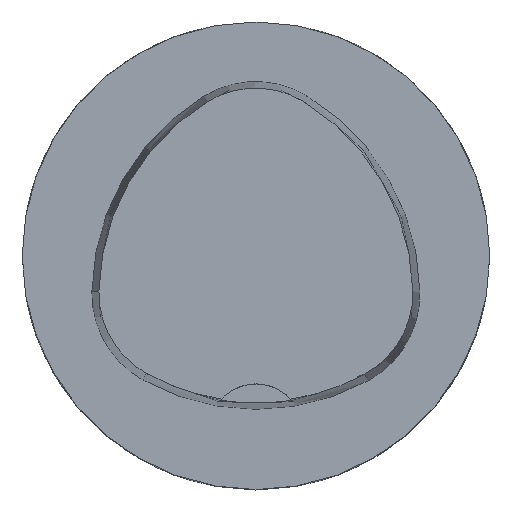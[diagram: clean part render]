
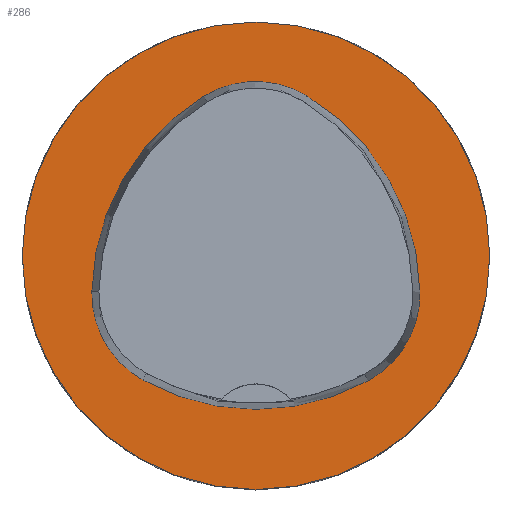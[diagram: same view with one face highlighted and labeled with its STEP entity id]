
A CAD part, top view. The second image highlights one B-rep face of the part: STEP entity #286.
In plain terms, the highlighted planar face has unit normal (0, 0, 1).
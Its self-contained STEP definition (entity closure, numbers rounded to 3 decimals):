
#237=FACE_BOUND('',#433,.T.);
#238=FACE_BOUND('',#434,.T.);
#286=ADVANCED_FACE('',(#237,#238),#323,.T.);
#323=PLANE('',#1126);
#433=EDGE_LOOP('',(#664,#665,#666,#667,#668,#669));
#434=EDGE_LOOP('',(#670));
#664=ORIENTED_EDGE('',*,*,#927,.T.);
#665=ORIENTED_EDGE('',*,*,#907,.T.);
#666=ORIENTED_EDGE('',*,*,#911,.T.);
#667=ORIENTED_EDGE('',*,*,#914,.T.);
#668=ORIENTED_EDGE('',*,*,#917,.T.);
#669=ORIENTED_EDGE('',*,*,#925,.T.);
#670=ORIENTED_EDGE('',*,*,#930,.F.);
#787=VERTEX_POINT('',#1692);
#788=VERTEX_POINT('',#1693);
#791=VERTEX_POINT('',#1701);
#793=VERTEX_POINT('',#1707);
#795=VERTEX_POINT('',#1713);
#802=VERTEX_POINT('',#1734);
#803=VERTEX_POINT('',#1744);
#907=EDGE_CURVE('',#787,#788,#971,.T.);
#911=EDGE_CURVE('',#788,#791,#973,.T.);
#914=EDGE_CURVE('',#791,#793,#975,.T.);
#917=EDGE_CURVE('',#793,#795,#977,.T.);
#925=EDGE_CURVE('',#795,#802,#981,.T.);
#927=EDGE_CURVE('',#802,#787,#983,.T.);
#930=EDGE_CURVE('',#803,#803,#986,.T.);
#971=CIRCLE('',#1103,20.);
#973=CIRCLE('',#1106,8.5);
#975=CIRCLE('',#1109,20.);
#977=CIRCLE('',#1112,8.5);
#981=CIRCLE('',#1117,20.);
#983=CIRCLE('',#1120,8.5);
#986=CIRCLE('',#1125,20.);
#1103=AXIS2_PLACEMENT_3D('',#1691,#1333,#1334);
#1106=AXIS2_PLACEMENT_3D('',#1700,#1341,#1342);
#1109=AXIS2_PLACEMENT_3D('',#1706,#1348,#1349);
#1112=AXIS2_PLACEMENT_3D('',#1712,#1355,#1356);
#1117=AXIS2_PLACEMENT_3D('',#1735,#1367,#1368);
#1120=AXIS2_PLACEMENT_3D('',#1738,#1373,#1374);
#1125=AXIS2_PLACEMENT_3D('',#1743,#1383,#1384);
#1126=AXIS2_PLACEMENT_3D('',#1745,#1385,#1386);
#1333=DIRECTION('',(0.,0.,-1.));
#1334=DIRECTION('',(-1.,0.,0.));
#1341=DIRECTION('',(0.,0.,-1.));
#1342=DIRECTION('',(-1.,0.,0.));
#1348=DIRECTION('',(0.,0.,-1.));
#1349=DIRECTION('',(-1.,0.,0.));
#1355=DIRECTION('',(0.,0.,-1.));
#1356=DIRECTION('',(-1.,0.,0.));
#1367=DIRECTION('',(0.,0.,-1.));
#1368=DIRECTION('',(-1.,0.,0.));
#1373=DIRECTION('',(0.,0.,-1.));
#1374=DIRECTION('',(-1.,0.,0.));
#1383=DIRECTION('',(0.,0.,-1.));
#1384=DIRECTION('',(-1.,0.,0.));
#1385=DIRECTION('',(0.,0.,1.));
#1386=DIRECTION('',(1.,0.,0.));
#1691=CARTESIAN_POINT('',(5.955,-3.414,0.));
#1692=CARTESIAN_POINT('',(-14.041,-3.042,0.));
#1693=CARTESIAN_POINT('',(-4.472,13.653,0.));
#1700=CARTESIAN_POINT('',(-0.04,6.4,0.));
#1701=CARTESIAN_POINT('',(4.347,13.68,0.));
#1706=CARTESIAN_POINT('',(-5.976,-3.45,0.));
#1707=CARTESIAN_POINT('',(14.021,-3.075,0.));
#1712=CARTESIAN_POINT('',(5.522,-3.235,0.));
#1713=CARTESIAN_POINT('',(9.588,-10.699,0.));
#1734=CARTESIAN_POINT('',(-9.655,-10.639,0.));
#1735=CARTESIAN_POINT('',(0.022,6.864,0.));
#1738=CARTESIAN_POINT('',(-5.543,-3.2,0.));
#1743=CARTESIAN_POINT('',(0.,0.,0.));
#1744=CARTESIAN_POINT('',(-20.,0.,0.));
#1745=CARTESIAN_POINT('',(0.,0.,0.));
